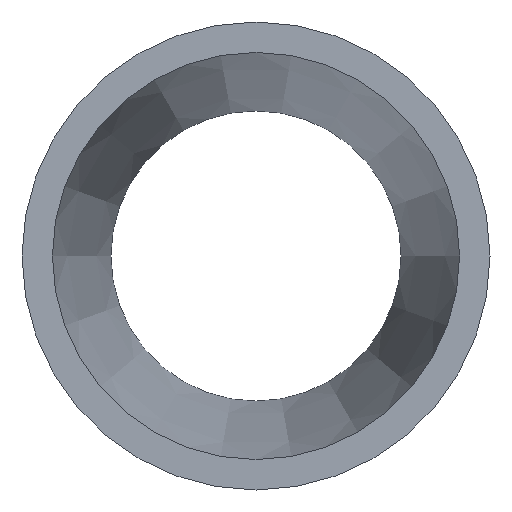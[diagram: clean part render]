
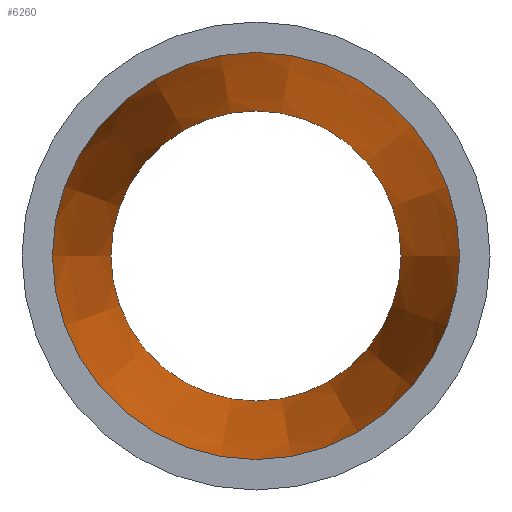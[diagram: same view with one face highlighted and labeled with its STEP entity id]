
A CAD part, left-side view. The second image highlights one B-rep face of the part: STEP entity #6260.
In plain terms, the highlighted conical face has half-angle 7.125 degrees and reference radius 9.461 mm.
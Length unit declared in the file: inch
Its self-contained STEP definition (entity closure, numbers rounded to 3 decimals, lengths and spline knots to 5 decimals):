
#95=FACE_BOUND('',#1123,.T.);
#746=FACE_OUTER_BOUND('',#1122,.T.);
#1122=EDGE_LOOP('',(#5854));
#1123=EDGE_LOOP('',(#5855));
#2151=CIRCLE('',#6621,0.31);
#2152=CIRCLE('',#6623,0.435);
#3077=VERTEX_POINT('',#13602);
#3078=VERTEX_POINT('',#13605);
#4005=EDGE_CURVE('',#3077,#3077,#2151,.T.);
#4006=EDGE_CURVE('',#3078,#3078,#2152,.T.);
#5854=ORIENTED_EDGE('',*,*,#4006,.F.);
#5855=ORIENTED_EDGE('',*,*,#4005,.T.);
#5894=CONICAL_SURFACE('',#6622,0.3725,7.125);
#6260=ADVANCED_FACE('',(#746,#95),#5894,.F.);
#6621=AXIS2_PLACEMENT_3D('',#13603,#7790,#7791);
#6622=AXIS2_PLACEMENT_3D('',#13604,#7792,#7793);
#6623=AXIS2_PLACEMENT_3D('',#13606,#7794,#7795);
#7790=DIRECTION('center_axis',(1.,0.,0.));
#7791=DIRECTION('ref_axis',(0.,-1.,0.));
#7792=DIRECTION('center_axis',(-1.,0.,0.));
#7793=DIRECTION('ref_axis',(0.,-1.,0.));
#7794=DIRECTION('center_axis',(1.,0.,0.));
#7795=DIRECTION('ref_axis',(0.,-1.,0.));
#13602=CARTESIAN_POINT('',(1.,-0.31,0.));
#13603=CARTESIAN_POINT('Origin',(1.,0.,0.));
#13604=CARTESIAN_POINT('Origin',(0.5,0.,0.));
#13605=CARTESIAN_POINT('',(0.,-0.435,0.));
#13606=CARTESIAN_POINT('Origin',(0.,0.,0.));
